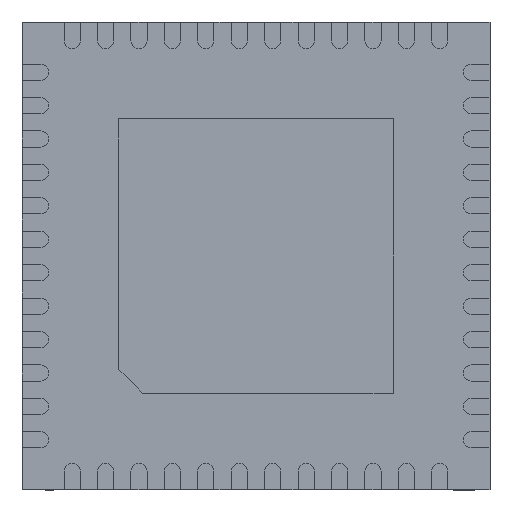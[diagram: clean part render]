
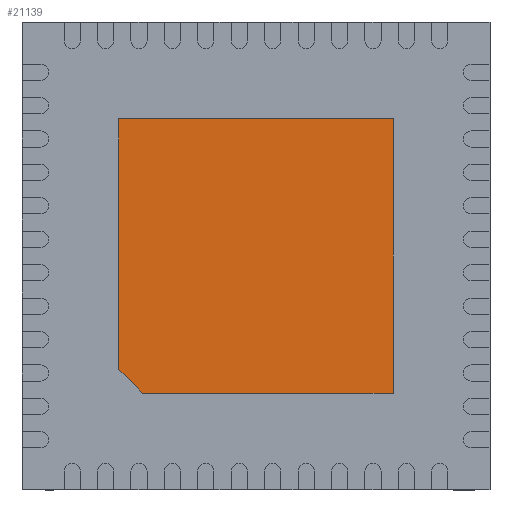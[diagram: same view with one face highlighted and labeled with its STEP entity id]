
A CAD part, front view. The second image highlights one B-rep face of the part: STEP entity #21139.
In plain terms, the highlighted planar face has unit normal (0, -1, 0).
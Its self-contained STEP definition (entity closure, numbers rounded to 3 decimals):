
#5 = PLANE ( 'NONE',  #4114 ) ;
#537 = VECTOR ( 'NONE', #17831, 1000. ) ;
#1187 = EDGE_CURVE ( 'NONE', #7491, #18454, #9632, .T. ) ;
#1326 = LINE ( 'NONE', #3984, #537 ) ;
#1599 = VECTOR ( 'NONE', #16395, 1000. ) ;
#1763 = EDGE_CURVE ( 'NONE', #18454, #5485, #1326, .T. ) ;
#1913 = EDGE_CURVE ( 'NONE', #5485, #2243, #5365, .T. ) ;
#2243 = VERTEX_POINT ( 'NONE', #6540 ) ;
#2984 = DIRECTION ( 'NONE',  ( 1., 0., 0. ) ) ;
#3133 = CARTESIAN_POINT ( 'NONE',  ( 2.05, 0., 2.05 ) ) ;
#3580 = CARTESIAN_POINT ( 'NONE',  ( -2.05, 0., -1.7 ) ) ;
#3984 = CARTESIAN_POINT ( 'NONE',  ( -1.7, 0., -2.05 ) ) ;
#4010 = EDGE_CURVE ( 'NONE', #7288, #7491, #5644, .T. ) ;
#4052 = ORIENTED_EDGE ( 'NONE', *, *, #4010, .F. ) ;
#4114 = AXIS2_PLACEMENT_3D ( 'NONE', #12135, #17144, #15277 ) ;
#4280 = VECTOR ( 'NONE', #12796, 1000. ) ;
#4424 = CARTESIAN_POINT ( 'NONE',  ( -2.05, 0., -1.7 ) ) ;
#5365 = LINE ( 'NONE', #4424, #4280 ) ;
#5485 = VERTEX_POINT ( 'NONE', #3580 ) ;
#5644 = LINE ( 'NONE', #21542, #1599 ) ;
#6540 = CARTESIAN_POINT ( 'NONE',  ( -2.05, 0., 2.05 ) ) ;
#6703 = VECTOR ( 'NONE', #17392, 1000. ) ;
#7288 = VERTEX_POINT ( 'NONE', #8272 ) ;
#7323 = CARTESIAN_POINT ( 'NONE',  ( -1.7, 0., -2.05 ) ) ;
#7491 = VERTEX_POINT ( 'NONE', #7790 ) ;
#7790 = CARTESIAN_POINT ( 'NONE',  ( 2.05, 0., -2.05 ) ) ;
#8272 = CARTESIAN_POINT ( 'NONE',  ( 2.05, 0., 2.05 ) ) ;
#9632 = LINE ( 'NONE', #20907, #6703 ) ;
#12135 = CARTESIAN_POINT ( 'NONE',  ( 0., 0., 0. ) ) ;
#12670 = ORIENTED_EDGE ( 'NONE', *, *, #1763, .F. ) ;
#12796 = DIRECTION ( 'NONE',  ( 0., 0., 1. ) ) ;
#13818 = EDGE_LOOP ( 'NONE', ( #4052, #20933, #17570, #12670, #16426 ) ) ;
#14919 = VECTOR ( 'NONE', #2984, 1000. ) ;
#15277 = DIRECTION ( 'NONE',  ( 0., 0., -1. ) ) ;
#15808 = FACE_OUTER_BOUND ( 'NONE', #13818, .T. ) ;
#16395 = DIRECTION ( 'NONE',  ( 0., 0., -1. ) ) ;
#16426 = ORIENTED_EDGE ( 'NONE', *, *, #1187, .F. ) ;
#16550 = LINE ( 'NONE', #3133, #14919 ) ;
#16690 = EDGE_CURVE ( 'NONE', #2243, #7288, #16550, .T. ) ;
#17144 = DIRECTION ( 'NONE',  ( 0., -1., 0. ) ) ;
#17392 = DIRECTION ( 'NONE',  ( -1., 0., 0. ) ) ;
#17570 = ORIENTED_EDGE ( 'NONE', *, *, #1913, .F. ) ;
#17831 = DIRECTION ( 'NONE',  ( -0.707, 0., 0.707 ) ) ;
#18454 = VERTEX_POINT ( 'NONE', #7323 ) ;
#20907 = CARTESIAN_POINT ( 'NONE',  ( 2.05, 0., -2.05 ) ) ;
#20933 = ORIENTED_EDGE ( 'NONE', *, *, #16690, .F. ) ;
#21139 = ADVANCED_FACE ( 'NONE', ( #15808 ), #5, .T. ) ;
#21542 = CARTESIAN_POINT ( 'NONE',  ( 2.05, 0., -2.05 ) ) ;
